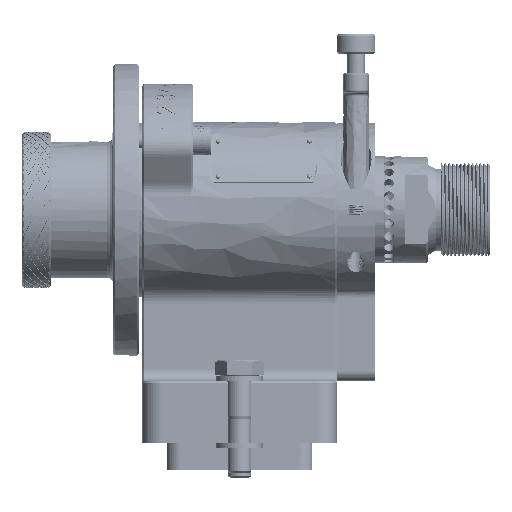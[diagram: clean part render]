
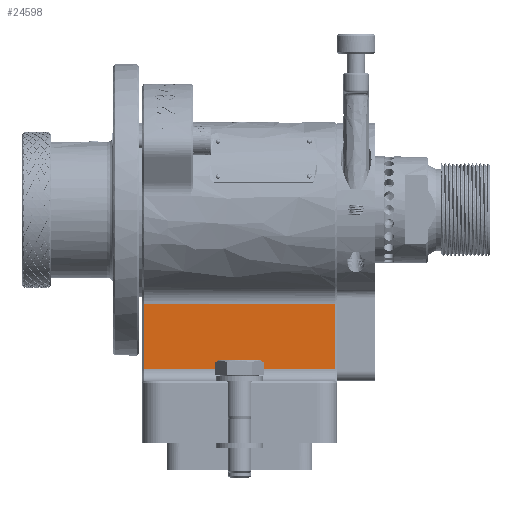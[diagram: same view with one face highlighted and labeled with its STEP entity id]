
A CAD part, left-side view. The second image highlights one B-rep face of the part: STEP entity #24598.
In plain terms, the highlighted free-form (B-spline) face has degree [1, 1] with [2, 2] control points.
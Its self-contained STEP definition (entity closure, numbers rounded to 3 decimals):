
#21018 = VERTEX_POINT('',#21019);
#21019 = CARTESIAN_POINT('',(-18.4,56.35,
    82.263));
#21090 = VERTEX_POINT('',#21091);
#21091 = CARTESIAN_POINT('',(-18.4,56.35,
    43.7));
#21096 = EDGE_CURVE('',#21090,#21018,#21097,.T.);
#21097 = B_SPLINE_CURVE_WITH_KNOTS('',1,(#21098,#21099),.UNSPECIFIED.,
  .F.,.F.,(2,2),(-22.25,11.284),.PIECEWISE_BEZIER_KNOTS.);
#21098 = CARTESIAN_POINT('',(-18.4,56.35,
    43.7));
#21099 = CARTESIAN_POINT('',(-18.4,56.35,
    82.263));
#21710 = VERTEX_POINT('',#21711);
#21711 = CARTESIAN_POINT('',(-18.4,-56.35,
    43.7));
#21782 = VERTEX_POINT('',#21783);
#21783 = CARTESIAN_POINT('',(-18.4,-56.35,
    82.263));
#21788 = EDGE_CURVE('',#21782,#21710,#21789,.T.);
#21789 = B_SPLINE_CURVE_WITH_KNOTS('',1,(#21790,#21791),.UNSPECIFIED.,
  .F.,.F.,(2,2),(-11.284,22.25),.PIECEWISE_BEZIER_KNOTS.);
#21790 = CARTESIAN_POINT('',(-18.4,-56.35,
    82.263));
#21791 = CARTESIAN_POINT('',(-18.4,-56.35,
    43.7));
#24584 = EDGE_CURVE('',#21782,#21018,#24585,.T.);
#24585 = B_SPLINE_CURVE_WITH_KNOTS('',1,(#24586,#24587),.UNSPECIFIED.,
  .F.,.F.,(2,2),(1.,99.),.PIECEWISE_BEZIER_KNOTS.);
#24586 = CARTESIAN_POINT('',(-18.4,-56.35,
    82.263));
#24587 = CARTESIAN_POINT('',(-18.4,56.35,
    82.263));
#24598 = ADVANCED_FACE('',(#24599),#24609,.T.);
#24599 = FACE_BOUND('',#24600,.T.);
#24600 = EDGE_LOOP('',(#24601,#24602,#24603,#24604));
#24601 = ORIENTED_EDGE('',*,*,#21788,.F.);
#24602 = ORIENTED_EDGE('',*,*,#24584,.T.);
#24603 = ORIENTED_EDGE('',*,*,#21096,.F.);
#24604 = ORIENTED_EDGE('',*,*,#24605,.F.);
#24605 = EDGE_CURVE('',#21710,#21090,#24606,.T.);
#24606 = B_SPLINE_CURVE_WITH_KNOTS('',1,(#24607,#24608),.UNSPECIFIED.,
  .F.,.F.,(2,2),(1.,99.),.PIECEWISE_BEZIER_KNOTS.);
#24607 = CARTESIAN_POINT('',(-18.4,-56.35,
    43.7));
#24608 = CARTESIAN_POINT('',(-18.4,56.35,
    43.7));
#24609 = B_SPLINE_SURFACE_WITH_KNOTS('',1,1,(
    (#24610,#24611)
    ,(#24612,#24613
    )),.UNSPECIFIED.,.F.,.F.,.F.,(2,2),(2,2),(0.,33.534),(1.,99.
    ),.PIECEWISE_BEZIER_KNOTS.);
#24610 = CARTESIAN_POINT('',(-18.4,-56.35,
    43.7));
#24611 = CARTESIAN_POINT('',(-18.4,56.35,
    43.7));
#24612 = CARTESIAN_POINT('',(-18.4,-56.35,
    82.263));
#24613 = CARTESIAN_POINT('',(-18.4,56.35,
    82.263));
